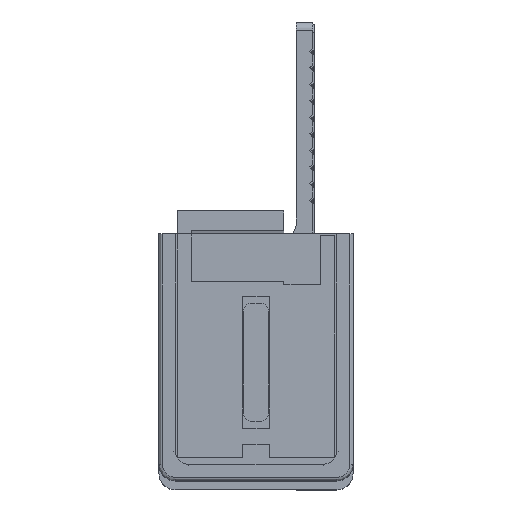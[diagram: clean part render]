
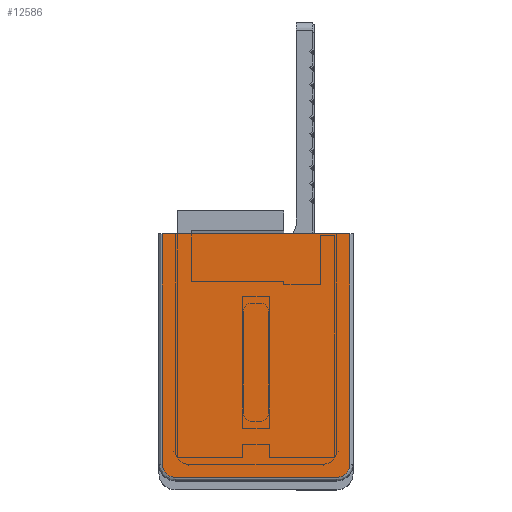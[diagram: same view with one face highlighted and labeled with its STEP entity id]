
A CAD part, top view. The second image highlights one B-rep face of the part: STEP entity #12586.
In plain terms, the highlighted planar face has unit normal (0, 0, 1).
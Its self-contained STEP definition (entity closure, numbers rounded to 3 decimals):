
#907 = LINE ( 'NONE', #915, #17109 ) ;
#915 = CARTESIAN_POINT ( 'NONE',  ( 10.5, -0.4, 219. ) ) ;
#916 = DIRECTION ( 'NONE',  ( 0., -1., 0. ) ) ;
#1091 = CARTESIAN_POINT ( 'NONE',  ( 10.5, -0.869, 219. ) ) ;
#1093 = CARTESIAN_POINT ( 'NONE',  ( 9.7, -1.2, 219. ) ) ;
#1110 = CARTESIAN_POINT ( 'NONE',  ( 10.169, -1.2, 219. ) ) ;
#1122 = CARTESIAN_POINT ( 'NONE',  ( 10.5, -0.4, 219. ) ) ;
#1142 = LINE ( 'NONE', #1167, #17137 ) ;
#1160 = DIRECTION ( 'NONE',  ( 0., 1., 0. ) ) ;
#1167 = CARTESIAN_POINT ( 'NONE',  ( -0.9, -0.4, 219. ) ) ;
#1181 = CARTESIAN_POINT ( 'NONE',  ( -0.9, -0.4, 219. ) ) ;
#1211 = CARTESIAN_POINT ( 'NONE',  ( -0.569, -1.2, 219. ) ) ;
#1217 = CARTESIAN_POINT ( 'NONE',  ( -0.9, -0.869, 219. ) ) ;
#1223 = CARTESIAN_POINT ( 'NONE',  ( -0.1, -1.2, 219. ) ) ;
#1230 = DIRECTION ( 'NONE',  ( -1., 0., 0. ) ) ;
#1236 = CARTESIAN_POINT ( 'NONE',  ( 9.7, -1.2, 219. ) ) ;
#1257 = LINE ( 'NONE', #1236, #17238 ) ;
#1325 = DIRECTION ( 'NONE',  ( -1., 0., 0. ) ) ;
#1332 = CARTESIAN_POINT ( 'NONE',  ( 10.7, 13.6, 219. ) ) ;
#1353 = LINE ( 'NONE', #1332, #17240 ) ;
#5162 = DIRECTION ( 'NONE',  ( 0., 0., -1. ) ) ;
#5169 = PLANE ( 'NONE',  #10234 ) ;
#5191 = CARTESIAN_POINT ( 'NONE',  ( 9.7, -0.4, 219. ) ) ;
#5205 = FACE_OUTER_BOUND ( 'NONE', #22759, .T. ) ;
#5207 = DIRECTION ( 'NONE',  ( -1., 0., 0. ) ) ;
#9338 =( BOUNDED_CURVE ( )  B_SPLINE_CURVE ( 3, ( #1122, #1091, #1110, #1093 ),
 .UNSPECIFIED., .F., .T. ) 
 B_SPLINE_CURVE_WITH_KNOTS ( ( 4, 4 ),
 ( 0., 1. ),
 .UNSPECIFIED. ) 
 CURVE ( )  GEOMETRIC_REPRESENTATION_ITEM ( )  RATIONAL_B_SPLINE_CURVE ( ( 1., 0.805, 0.805, 1. ) ) 
 REPRESENTATION_ITEM ( '' )  );
#9340 =( BOUNDED_CURVE ( )  B_SPLINE_CURVE ( 3, ( #1223, #1211, #1217, #1181 ),
 .UNSPECIFIED., .F., .T. ) 
 B_SPLINE_CURVE_WITH_KNOTS ( ( 4, 4 ),
 ( 0., 1. ),
 .UNSPECIFIED. ) 
 CURVE ( )  GEOMETRIC_REPRESENTATION_ITEM ( )  RATIONAL_B_SPLINE_CURVE ( ( 1., 0.805, 0.805, 1. ) ) 
 REPRESENTATION_ITEM ( '' )  );
#10234 = AXIS2_PLACEMENT_3D ( 'NONE', #5191, #5162, #5207 ) ;
#12586 = ADVANCED_FACE ( 'NONE', ( #5205 ), #5169, .F. ) ;
#14427 = ORIENTED_EDGE ( 'NONE', *, *, #27926, .T. ) ;
#14428 = ORIENTED_EDGE ( 'NONE', *, *, #27792, .F. ) ;
#14450 = ORIENTED_EDGE ( 'NONE', *, *, #27895, .F. ) ;
#14472 = ORIENTED_EDGE ( 'NONE', *, *, #27876, .F. ) ;
#14474 = ORIENTED_EDGE ( 'NONE', *, *, #27867, .F. ) ;
#14505 = ORIENTED_EDGE ( 'NONE', *, *, #27854, .F. ) ;
#17109 = VECTOR ( 'NONE', #916, 1000. ) ;
#17137 = VECTOR ( 'NONE', #1160, 1000. ) ;
#17238 = VECTOR ( 'NONE', #1230, 1000. ) ;
#17240 = VECTOR ( 'NONE', #1325, 1000. ) ;
#18781 = VERTEX_POINT ( 'NONE', #30183 ) ;
#18782 = VERTEX_POINT ( 'NONE', #30204 ) ;
#18804 = VERTEX_POINT ( 'NONE', #30275 ) ;
#21469 = VERTEX_POINT ( 'NONE', #31433 ) ;
#21474 = VERTEX_POINT ( 'NONE', #31439 ) ;
#21507 = VERTEX_POINT ( 'NONE', #29955 ) ;
#22759 = EDGE_LOOP ( 'NONE', ( #14450, #14505, #14428, #14427, #14474, #14472 ) ) ;
#27792 = EDGE_CURVE ( 'NONE', #21474, #21507, #907, .T. ) ;
#27854 = EDGE_CURVE ( 'NONE', #21507, #21469, #9338, .T. ) ;
#27867 = EDGE_CURVE ( 'NONE', #18781, #18804, #1142, .T. ) ;
#27876 = EDGE_CURVE ( 'NONE', #18782, #18781, #9340, .T. ) ;
#27895 = EDGE_CURVE ( 'NONE', #21469, #18782, #1257, .T. ) ;
#27926 = EDGE_CURVE ( 'NONE', #21474, #18804, #1353, .T. ) ;
#29955 = CARTESIAN_POINT ( 'NONE',  ( 10.5, -0.4, 219. ) ) ;
#30183 = CARTESIAN_POINT ( 'NONE',  ( -0.9, -0.4, 219. ) ) ;
#30204 = CARTESIAN_POINT ( 'NONE',  ( -0.1, -1.2, 219. ) ) ;
#30275 = CARTESIAN_POINT ( 'NONE',  ( -0.9, 13.6, 219. ) ) ;
#31433 = CARTESIAN_POINT ( 'NONE',  ( 9.7, -1.2, 219. ) ) ;
#31439 = CARTESIAN_POINT ( 'NONE',  ( 10.5, 13.6, 219. ) ) ;
